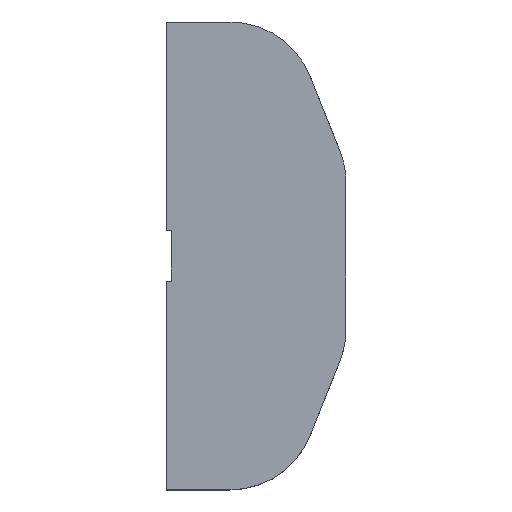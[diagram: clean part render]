
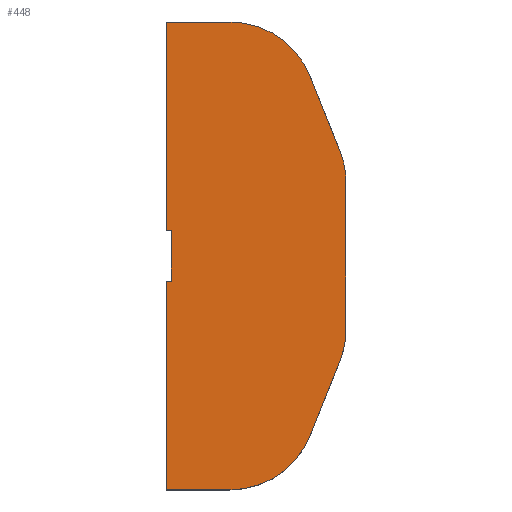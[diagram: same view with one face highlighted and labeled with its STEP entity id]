
A CAD part, top view. The second image highlights one B-rep face of the part: STEP entity #448.
In plain terms, the highlighted planar face has unit normal (0, 0, 1).
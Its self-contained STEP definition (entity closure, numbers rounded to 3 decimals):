
#37=CIRCLE('',#487,12.);
#38=CIRCLE('',#488,12.);
#39=CIRCLE('',#489,12.);
#40=CIRCLE('',#490,12.);
#54=FACE_OUTER_BOUND('',#78,.T.);
#78=EDGE_LOOP('',(#309,#310,#311,#312,#313,#314,#315,#316,#317,#318,#319,
#320,#321,#322));
#105=LINE('',#661,#147);
#108=LINE('',#667,#150);
#111=LINE('',#673,#153);
#113=LINE('',#677,#155);
#114=LINE('',#679,#156);
#115=LINE('',#683,#157);
#116=LINE('',#687,#158);
#117=LINE('',#691,#159);
#118=LINE('',#695,#160);
#119=LINE('',#696,#161);
#147=VECTOR('',#531,10.);
#150=VECTOR('',#536,10.);
#153=VECTOR('',#541,10.);
#155=VECTOR('',#545,10.);
#156=VECTOR('',#546,10.);
#157=VECTOR('',#549,10.);
#158=VECTOR('',#552,10.);
#159=VECTOR('',#555,10.);
#160=VECTOR('',#558,10.);
#161=VECTOR('',#559,10.);
#189=VERTEX_POINT('',#658);
#190=VERTEX_POINT('',#660);
#192=VERTEX_POINT('',#666);
#194=VERTEX_POINT('',#672);
#195=VERTEX_POINT('',#676);
#196=VERTEX_POINT('',#678);
#197=VERTEX_POINT('',#680);
#198=VERTEX_POINT('',#682);
#199=VERTEX_POINT('',#684);
#200=VERTEX_POINT('',#686);
#201=VERTEX_POINT('',#688);
#202=VERTEX_POINT('',#690);
#203=VERTEX_POINT('',#692);
#204=VERTEX_POINT('',#694);
#233=EDGE_CURVE('',#190,#189,#105,.T.);
#236=EDGE_CURVE('',#192,#190,#108,.T.);
#239=EDGE_CURVE('',#194,#192,#111,.T.);
#241=EDGE_CURVE('',#195,#189,#113,.T.);
#242=EDGE_CURVE('',#195,#196,#114,.T.);
#243=EDGE_CURVE('',#197,#196,#37,.T.);
#244=EDGE_CURVE('',#197,#198,#115,.T.);
#245=EDGE_CURVE('',#199,#198,#38,.T.);
#246=EDGE_CURVE('',#199,#200,#116,.T.);
#247=EDGE_CURVE('',#201,#200,#39,.T.);
#248=EDGE_CURVE('',#201,#202,#117,.T.);
#249=EDGE_CURVE('',#203,#202,#40,.T.);
#250=EDGE_CURVE('',#204,#203,#118,.T.);
#251=EDGE_CURVE('',#194,#204,#119,.T.);
#309=ORIENTED_EDGE('',*,*,#239,.T.);
#310=ORIENTED_EDGE('',*,*,#236,.T.);
#311=ORIENTED_EDGE('',*,*,#233,.T.);
#312=ORIENTED_EDGE('',*,*,#241,.F.);
#313=ORIENTED_EDGE('',*,*,#242,.T.);
#314=ORIENTED_EDGE('',*,*,#243,.F.);
#315=ORIENTED_EDGE('',*,*,#244,.T.);
#316=ORIENTED_EDGE('',*,*,#245,.F.);
#317=ORIENTED_EDGE('',*,*,#246,.T.);
#318=ORIENTED_EDGE('',*,*,#247,.F.);
#319=ORIENTED_EDGE('',*,*,#248,.T.);
#320=ORIENTED_EDGE('',*,*,#249,.F.);
#321=ORIENTED_EDGE('',*,*,#250,.F.);
#322=ORIENTED_EDGE('',*,*,#251,.F.);
#432=PLANE('',#486);
#448=ADVANCED_FACE('',(#54),#432,.T.);
#486=AXIS2_PLACEMENT_3D('',#675,#543,#544);
#487=AXIS2_PLACEMENT_3D('',#681,#547,#548);
#488=AXIS2_PLACEMENT_3D('',#685,#550,#551);
#489=AXIS2_PLACEMENT_3D('',#689,#553,#554);
#490=AXIS2_PLACEMENT_3D('',#693,#556,#557);
#531=DIRECTION('',(-1.,0.,0.));
#536=DIRECTION('',(0.,-1.,0.));
#541=DIRECTION('',(1.,0.,0.));
#543=DIRECTION('center_axis',(0.,0.,1.));
#544=DIRECTION('ref_axis',(1.,0.,0.));
#545=DIRECTION('',(0.,1.,0.));
#546=DIRECTION('',(1.,0.,0.));
#547=DIRECTION('center_axis',(0.,0.,-1.));
#548=DIRECTION('ref_axis',(0.561,-0.828,0.));
#549=DIRECTION('',(0.371,0.928,0.));
#550=DIRECTION('center_axis',(0.,0.,-1.));
#551=DIRECTION('ref_axis',(0.982,-0.189,0.));
#552=DIRECTION('',(0.,1.,0.));
#553=DIRECTION('center_axis',(0.,0.,-1.));
#554=DIRECTION('ref_axis',(0.982,0.189,0.));
#555=DIRECTION('',(-0.371,0.928,0.));
#556=DIRECTION('center_axis',(0.,0.,-1.));
#557=DIRECTION('ref_axis',(0.561,0.828,0.));
#558=DIRECTION('',(1.,0.,0.));
#559=DIRECTION('',(0.,1.,0.));
#658=CARTESIAN_POINT('',(32.5,-3.5,70.));
#660=CARTESIAN_POINT('',(33.25,-3.5,70.));
#661=CARTESIAN_POINT('',(32.875,-3.5,70.));
#666=CARTESIAN_POINT('',(33.25,3.5,70.));
#667=CARTESIAN_POINT('',(33.25,-14.5,70.));
#672=CARTESIAN_POINT('',(32.5,3.5,70.));
#673=CARTESIAN_POINT('',(32.5,3.5,70.));
#675=CARTESIAN_POINT('Origin',(32.5,-32.5,70.));
#676=CARTESIAN_POINT('',(32.5,-32.5,70.));
#677=CARTESIAN_POINT('',(32.5,-32.5,70.));
#678=CARTESIAN_POINT('',(41.376,-32.5,70.));
#679=CARTESIAN_POINT('',(32.5,-32.5,70.));
#680=CARTESIAN_POINT('',(52.517,-24.957,70.));
#681=CARTESIAN_POINT('Origin',(41.376,-20.5,70.));
#682=CARTESIAN_POINT('',(56.642,-14.646,70.));
#683=CARTESIAN_POINT('',(48.328,-35.431,70.));
#684=CARTESIAN_POINT('',(57.5,-10.189,70.));
#685=CARTESIAN_POINT('Origin',(45.5,-10.189,70.));
#686=CARTESIAN_POINT('',(57.5,10.189,70.));
#687=CARTESIAN_POINT('',(57.5,-32.5,70.));
#688=CARTESIAN_POINT('',(56.642,14.646,70.));
#689=CARTESIAN_POINT('Origin',(45.5,10.189,70.));
#690=CARTESIAN_POINT('',(52.517,24.957,70.));
#691=CARTESIAN_POINT('',(63.534,-2.586,70.));
#692=CARTESIAN_POINT('',(41.376,32.5,70.));
#693=CARTESIAN_POINT('Origin',(41.376,20.5,70.));
#694=CARTESIAN_POINT('',(32.5,32.5,70.));
#695=CARTESIAN_POINT('',(32.5,32.5,70.));
#696=CARTESIAN_POINT('',(32.5,-32.5,70.));
